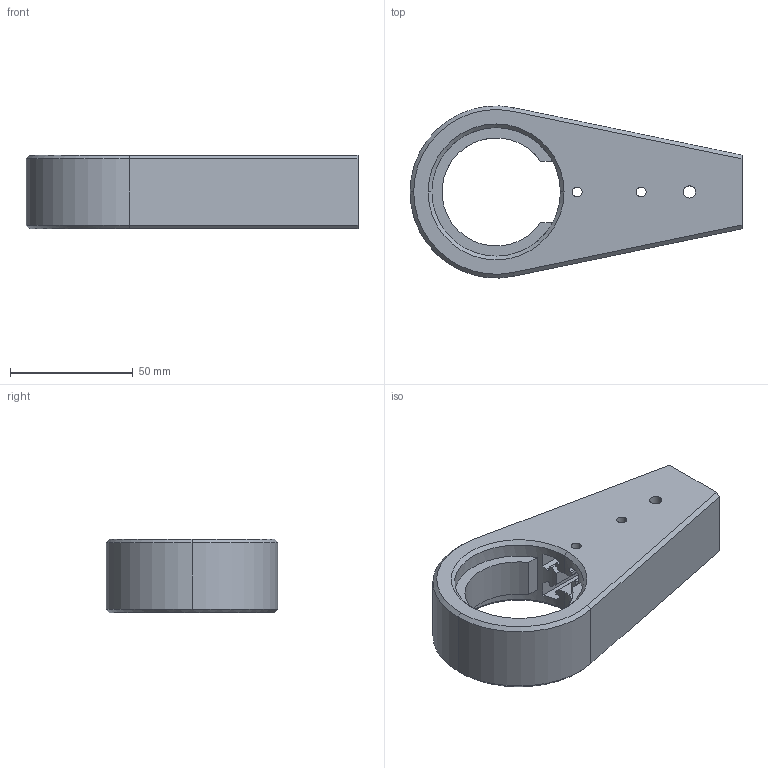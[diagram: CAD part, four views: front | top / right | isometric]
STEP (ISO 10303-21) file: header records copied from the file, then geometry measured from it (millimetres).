
FILE_DESCRIPTION (( 'STEP AP214' ), '1' );
FILE_NAME ('end.STEP', '2025-02-06T17:17:20', ( '' ), ( '' ), 'SwSTEP 2.0', 'SolidWorks 2023', '' );
FILE_SCHEMA (( 'AUTOMOTIVE_DESIGN' ));
Length unit declared in the file: millimetre
Products named in the file (1): end
Bounding box: 135 x 69.93 x 30 mm (x, y, z)
Volume: 133115.6 mm3; surface area: 35545.3 mm2
Topology: 1 solids, 1 shells, 91 faces, 261 edges, 171 vertices
Faces by surface type: plane 57, cylinder 27, cone 7
Entity records: 3085 total; most frequent: CARTESIAN_POINT 648, ORIENTED_EDGE 522, DIRECTION 490, EDGE_CURVE 261, VERTEX_POINT 171, VECTOR 164, LINE 164, AXIS2_PLACEMENT_3D 163
